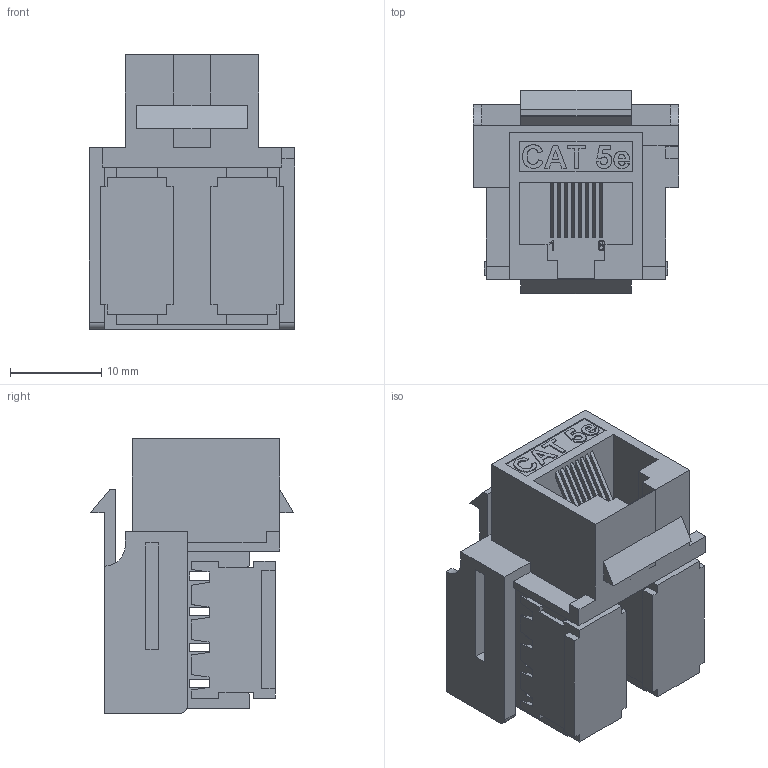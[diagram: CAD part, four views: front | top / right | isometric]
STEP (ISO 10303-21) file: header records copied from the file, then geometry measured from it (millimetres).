
FILE_DESCRIPTION (( 'STEP AP203' ), '1' );
FILE_NAME ('MJS110C5E-BLK.STEP', '2011-04-29T12:21:49', ( 'x' ), ( 'Microsoft' ), 'SwSTEP 2.0', 'SolidWorks 2010', '' );
FILE_SCHEMA (( 'CONFIG_CONTROL_DESIGN' ));
Length unit declared in the file: inch
Products named in the file (3): MJS110C5E-BLK-MA1; MJS110C5E-BLK; MJS110C5E-BLK-MA2
Assembly tree (3 placements, depth 2):
  MJS110C5E-BLK
    MJS110C5E-BLK-MA1
    MJS110C5E-BLK-MA2  x2
Bounding box: 22.48 x 22.26 x 30.1 mm (x, y, z)
Volume: 6184.9 mm3; surface area: 7015.2 mm2
Topology: 3 solids, 3 shells, 535 faces, 1533 edges, 1022 vertices
Faces by surface type: plane 465, bspline 46, cylinder 24
Entity records: 17452 total; most frequent: CARTESIAN_POINT 6628, ORIENTED_EDGE 2358, DIRECTION 1833, EDGE_CURVE 1179, VECTOR 1059, LINE 1059, VERTEX_POINT 786, EDGE_LOOP 449
